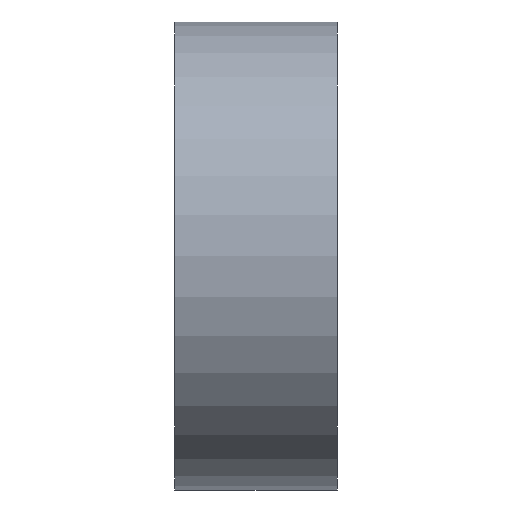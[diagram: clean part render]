
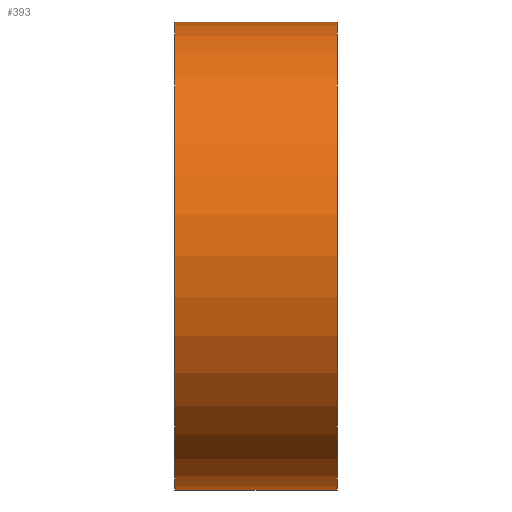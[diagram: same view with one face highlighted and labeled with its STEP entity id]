
A CAD part, left-side view. The second image highlights one B-rep face of the part: STEP entity #393.
In plain terms, the highlighted cylindrical face has radius 15.875 mm (diameter 31.75 mm), a partial arc.
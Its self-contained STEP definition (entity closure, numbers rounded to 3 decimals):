
#8 = CYLINDRICAL_SURFACE ( 'NONE', #179, 15.875 ) ;
#11 = ORIENTED_EDGE ( 'NONE', *, *, #107, .T. ) ;
#12 = VERTEX_POINT ( 'NONE', #337 ) ;
#52 = VERTEX_POINT ( 'NONE', #389 ) ;
#59 = CARTESIAN_POINT ( 'NONE',  ( 0., 60.021, 0. ) ) ;
#83 = CARTESIAN_POINT ( 'NONE',  ( 0., 0., -15.875 ) ) ;
#107 = EDGE_CURVE ( 'NONE', #52, #346, #310, .T. ) ;
#108 = CARTESIAN_POINT ( 'NONE',  ( 0., 11., 15.875 ) ) ;
#112 = DIRECTION ( 'NONE',  ( 0., 1., 0. ) ) ;
#120 = CARTESIAN_POINT ( 'NONE',  ( 0., 60.021, -15.875 ) ) ;
#127 = LINE ( 'NONE', #120, #327 ) ;
#135 = EDGE_CURVE ( 'NONE', #286, #12, #127, .T. ) ;
#147 = DIRECTION ( 'NONE',  ( 0., 1., 0. ) ) ;
#157 = ORIENTED_EDGE ( 'NONE', *, *, #293, .F. ) ;
#179 = AXIS2_PLACEMENT_3D ( 'NONE', #59, #112, #283 ) ;
#183 = CIRCLE ( 'NONE', #311, 15.875 ) ;
#185 = CARTESIAN_POINT ( 'NONE',  ( 0., 60.021, 15.875 ) ) ;
#198 = EDGE_LOOP ( 'NONE', ( #398, #298, #11, #157 ) ) ;
#219 = FACE_OUTER_BOUND ( 'NONE', #198, .T. ) ;
#247 = DIRECTION ( 'NONE',  ( 0., 1., 0. ) ) ;
#283 = DIRECTION ( 'NONE',  ( 0., 0., 1. ) ) ;
#286 = VERTEX_POINT ( 'NONE', #83 ) ;
#291 = CARTESIAN_POINT ( 'NONE',  ( 0., 0., 0. ) ) ;
#293 = EDGE_CURVE ( 'NONE', #12, #346, #183, .T. ) ;
#298 = ORIENTED_EDGE ( 'NONE', *, *, #316, .T. ) ;
#310 = LINE ( 'NONE', #185, #418 ) ;
#311 = AXIS2_PLACEMENT_3D ( 'NONE', #321, #247, #318 ) ;
#316 = EDGE_CURVE ( 'NONE', #286, #52, #405, .T. ) ;
#318 = DIRECTION ( 'NONE',  ( 0., 0., 1. ) ) ;
#321 = CARTESIAN_POINT ( 'NONE',  ( 0., 11., 0. ) ) ;
#327 = VECTOR ( 'NONE', #330, 1000. ) ;
#330 = DIRECTION ( 'NONE',  ( 0., 1., 0. ) ) ;
#337 = CARTESIAN_POINT ( 'NONE',  ( 0., 11., -15.875 ) ) ;
#346 = VERTEX_POINT ( 'NONE', #108 ) ;
#361 = DIRECTION ( 'NONE',  ( 0., 0., 1. ) ) ;
#379 = DIRECTION ( 'NONE',  ( 0., 1., 0. ) ) ;
#380 = AXIS2_PLACEMENT_3D ( 'NONE', #291, #147, #361 ) ;
#389 = CARTESIAN_POINT ( 'NONE',  ( 0., 0., 15.875 ) ) ;
#393 = ADVANCED_FACE ( 'NONE', ( #219 ), #8, .T. ) ;
#398 = ORIENTED_EDGE ( 'NONE', *, *, #135, .F. ) ;
#405 = CIRCLE ( 'NONE', #380, 15.875 ) ;
#418 = VECTOR ( 'NONE', #379, 1000. ) ;
